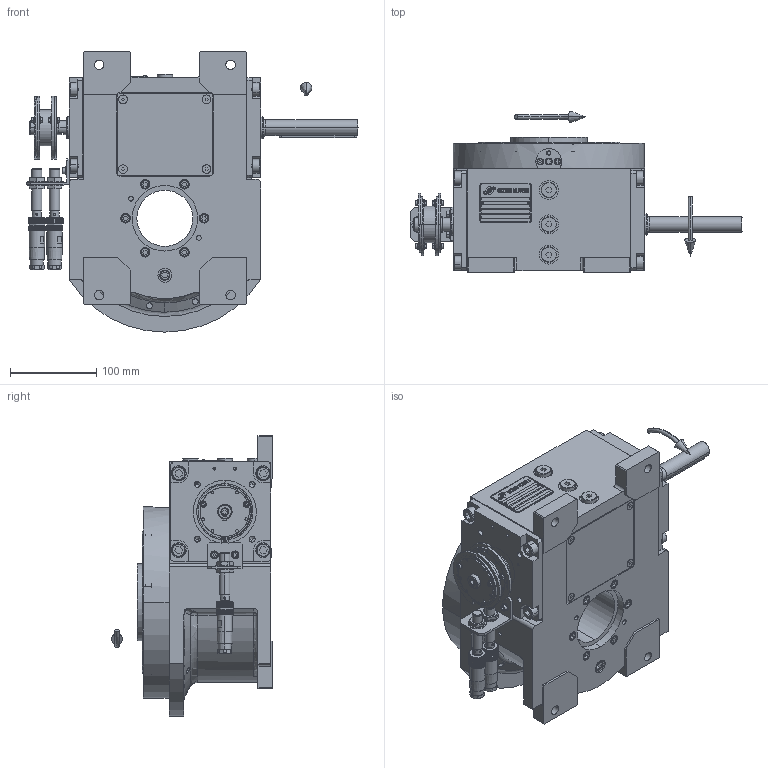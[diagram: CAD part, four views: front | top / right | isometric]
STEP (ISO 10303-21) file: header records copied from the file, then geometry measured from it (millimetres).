
FILE_DESCRIPTION (( 'STEP AP203' ), '1' );
FILE_NAME ('PC5200451.step', '2024-07-10T06:41:45', ( '' ), ( '' ), 'SwSTEP 2.0', 'SolidWorks 2020', '' );
FILE_SCHEMA (( 'CONFIG_CONTROL_DESIGN' ));
Length unit declared in the file: millimetre
Products named in the file (88): cfn2115_02_068; CFN2104_02_017.stp; cfn2115_02_194; freccia_angolare_albero; cfn2000_01_103; rig06_004_s_001; AS_rig06_002_bl_002; cfn2003_01_054; cfn2002_01_008; rig06_007_master; cfn2000_01_124; rig06_001_a_s_003; CFN2010_02_002.stp; AS_900_38_10_028; cfn2205_01_013; rig06_005_n_01; cfn2128_04_004; rig06_017_s_007; 900_38_30_003; CFN2000_01_185.stp; AS_rig06_016; 900_38_10_028; cfn2155_01_303; cfn2055_01_002; cfn2155_01_200; rig06_071_08_m_n_02_asm.stp; cfn2000_01_161; cfn2400_04_024; CFN2203_02_001.stp; RIG06_021_AF0.stp; cfn2476_01_002_60x46; AS_900_00_00_005; AS_rig06_17_s_007; cfn2107_01_001; cfn2151_01_290; CFN2356_03_047.stp; cfn2115_02_165; AS_cfn2400_04_024; rig06_002_bl_002; rig06_003_8_002 ...
Assembly tree (86 placements, depth 5):
  rig06_007_master
  cfn2205_01_013
  CFN2203_02_001.stp
  cfn2151_01_290
  CFN2356_03_047.stp
Bounding box: 385 x 187 x 325 mm (x, y, z)
Volume: 2441674.5 mm3; surface area: 811919 mm2
Topology: 75 solids, 75 shells, 4507 faces, 11433 edges, 7253 vertices
Faces by surface type: plane 2157, cylinder 1519, cone 785, torus 30, bspline 10, sphere 6
Entity records: 114327 total; most frequent: CARTESIAN_POINT 24975, DIRECTION 16781, ORIENTED_EDGE 16526, EDGE_CURVE 8263, AXIS2_PLACEMENT_3D 6010, VERTEX_POINT 5307, VECTOR 4761, LINE 4761
